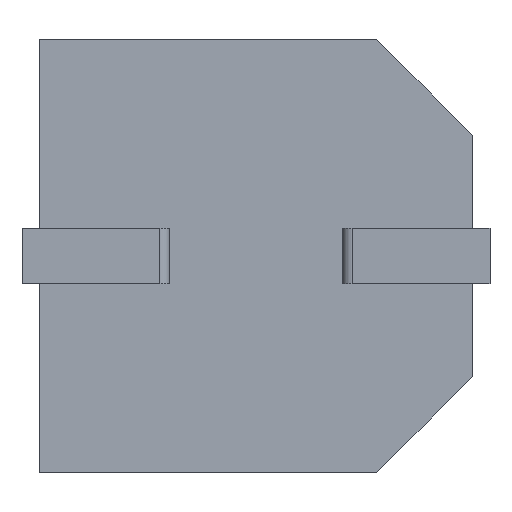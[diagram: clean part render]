
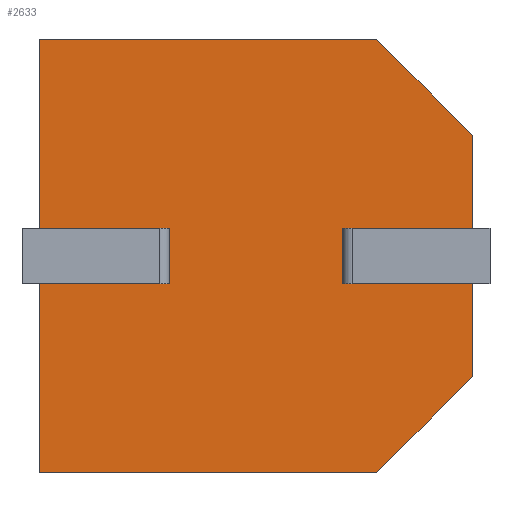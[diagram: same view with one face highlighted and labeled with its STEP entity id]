
A CAD part, front view. The second image highlights one B-rep face of the part: STEP entity #2633.
In plain terms, the highlighted planar face has unit normal (0, -1, 0).
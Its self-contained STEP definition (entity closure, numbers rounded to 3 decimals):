
#2 = ORIENTED_EDGE ( 'NONE', *, *, #1272, .F. ) ;
#18 = DIRECTION ( 'NONE',  ( 0., 0., -1. ) ) ;
#23 = LINE ( 'NONE', #2907, #1382 ) ;
#40 = DIRECTION ( 'NONE',  ( 0., 0., -1. ) ) ;
#94 = DIRECTION ( 'NONE',  ( 1., 0., 0. ) ) ;
#116 = VERTEX_POINT ( 'NONE', #1367 ) ;
#164 = CARTESIAN_POINT ( 'NONE',  ( 8.5, 0., 0. ) ) ;
#179 = LINE ( 'NONE', #1221, #1193 ) ;
#193 = CARTESIAN_POINT ( 'NONE',  ( 8.5, 0., -3.7 ) ) ;
#219 = ORIENTED_EDGE ( 'NONE', *, *, #1599, .T. ) ;
#284 = CARTESIAN_POINT ( 'NONE',  ( 2.55, 0., -4.8 ) ) ;
#337 = LINE ( 'NONE', #164, #784 ) ;
#405 = ORIENTED_EDGE ( 'NONE', *, *, #1275, .T. ) ;
#458 = DIRECTION ( 'NONE',  ( 0.707, 0., 0.707 ) ) ;
#466 = ORIENTED_EDGE ( 'NONE', *, *, #931, .T. ) ;
#468 = LINE ( 'NONE', #2318, #1555 ) ;
#510 = ORIENTED_EDGE ( 'NONE', *, *, #3073, .F. ) ;
#524 = ORIENTED_EDGE ( 'NONE', *, *, #2150, .T. ) ;
#536 = VECTOR ( 'NONE', #1002, 1000. ) ;
#610 = LINE ( 'NONE', #2384, #3015 ) ;
#620 = EDGE_CURVE ( 'NONE', #2490, #1112, #3401, .T. ) ;
#627 = CARTESIAN_POINT ( 'NONE',  ( 5.95, 0., -4.8 ) ) ;
#674 = ORIENTED_EDGE ( 'NONE', *, *, #718, .F. ) ;
#712 = VERTEX_POINT ( 'NONE', #1610 ) ;
#717 = CARTESIAN_POINT ( 'NONE',  ( 8.5, 0., -6.626 ) ) ;
#718 = EDGE_CURVE ( 'NONE', #2076, #1811, #337, .T. ) ;
#742 = VECTOR ( 'NONE', #2709, 1000. ) ;
#784 = VECTOR ( 'NONE', #40, 1000. ) ;
#809 = EDGE_CURVE ( 'NONE', #869, #1811, #2024, .T. ) ;
#812 = CARTESIAN_POINT ( 'NONE',  ( 0., 0., -3.7 ) ) ;
#816 = ORIENTED_EDGE ( 'NONE', *, *, #2902, .F. ) ;
#857 = VECTOR ( 'NONE', #94, 1000. ) ;
#869 = VERTEX_POINT ( 'NONE', #2631 ) ;
#892 = VECTOR ( 'NONE', #1413, 1000. ) ;
#929 = LINE ( 'NONE', #2844, #536 ) ;
#931 = EDGE_CURVE ( 'NONE', #1326, #1207, #1169, .T. ) ;
#1002 = DIRECTION ( 'NONE',  ( 0., 0., -1. ) ) ;
#1112 = VERTEX_POINT ( 'NONE', #2765 ) ;
#1141 = LINE ( 'NONE', #1388, #857 ) ;
#1169 = LINE ( 'NONE', #1650, #742 ) ;
#1193 = VECTOR ( 'NONE', #1952, 1000. ) ;
#1207 = VERTEX_POINT ( 'NONE', #193 ) ;
#1221 = CARTESIAN_POINT ( 'NONE',  ( 5.95, 0., -4.8 ) ) ;
#1235 = CARTESIAN_POINT ( 'NONE',  ( 8.5, 0., -6.626 ) ) ;
#1272 = EDGE_CURVE ( 'NONE', #116, #2964, #1598, .T. ) ;
#1275 = EDGE_CURVE ( 'NONE', #712, #2909, #23, .T. ) ;
#1293 = FACE_OUTER_BOUND ( 'NONE', #2253, .T. ) ;
#1326 = VERTEX_POINT ( 'NONE', #2891 ) ;
#1341 = LINE ( 'NONE', #1829, #2387 ) ;
#1367 = CARTESIAN_POINT ( 'NONE',  ( 2.55, 0., -3.7 ) ) ;
#1382 = VECTOR ( 'NONE', #3189, 1000. ) ;
#1388 = CARTESIAN_POINT ( 'NONE',  ( 0., 0., -8.5 ) ) ;
#1413 = DIRECTION ( 'NONE',  ( 0., 0., 1. ) ) ;
#1475 = ORIENTED_EDGE ( 'NONE', *, *, #809, .T. ) ;
#1498 = EDGE_CURVE ( 'NONE', #2488, #1326, #2739, .T. ) ;
#1507 = VERTEX_POINT ( 'NONE', #2872 ) ;
#1555 = VECTOR ( 'NONE', #1982, 1000. ) ;
#1560 = VECTOR ( 'NONE', #3018, 1000. ) ;
#1598 = LINE ( 'NONE', #2920, #3220 ) ;
#1599 = EDGE_CURVE ( 'NONE', #1647, #2490, #468, .T. ) ;
#1610 = CARTESIAN_POINT ( 'NONE',  ( 8.5, 0., -1.874 ) ) ;
#1631 = DIRECTION ( 'NONE',  ( 0., 0., 1. ) ) ;
#1647 = VERTEX_POINT ( 'NONE', #284 ) ;
#1650 = CARTESIAN_POINT ( 'NONE',  ( 5.95, 0., -3.7 ) ) ;
#1714 = ORIENTED_EDGE ( 'NONE', *, *, #1498, .T. ) ;
#1737 = ORIENTED_EDGE ( 'NONE', *, *, #620, .T. ) ;
#1811 = VERTEX_POINT ( 'NONE', #1235 ) ;
#1829 = CARTESIAN_POINT ( 'NONE',  ( 2.55, 0., -4.8 ) ) ;
#1868 = CARTESIAN_POINT ( 'NONE',  ( 6.626, 0., 0. ) ) ;
#1898 = CARTESIAN_POINT ( 'NONE',  ( 5.95, 0., -4.8 ) ) ;
#1934 = AXIS2_PLACEMENT_3D ( 'NONE', #2321, #3417, #3404 ) ;
#1952 = DIRECTION ( 'NONE',  ( 1., 0., 0. ) ) ;
#1982 = DIRECTION ( 'NONE',  ( -1., 0., 0. ) ) ;
#2024 = LINE ( 'NONE', #717, #2190 ) ;
#2076 = VERTEX_POINT ( 'NONE', #2430 ) ;
#2115 = DIRECTION ( 'NONE',  ( 0., 0., -1. ) ) ;
#2150 = EDGE_CURVE ( 'NONE', #1507, #2964, #929, .T. ) ;
#2190 = VECTOR ( 'NONE', #458, 1000. ) ;
#2193 = LINE ( 'NONE', #2963, #1560 ) ;
#2253 = EDGE_LOOP ( 'NONE', ( #510, #1714, #466, #816, #405, #2326, #524, #2, #3052, #219, #1737, #2679, #1475, #674 ) ) ;
#2318 = CARTESIAN_POINT ( 'NONE',  ( 2.55, 0., -4.8 ) ) ;
#2321 = CARTESIAN_POINT ( 'NONE',  ( 0., 0., 0. ) ) ;
#2326 = ORIENTED_EDGE ( 'NONE', *, *, #2368, .F. ) ;
#2368 = EDGE_CURVE ( 'NONE', #1507, #2909, #2193, .T. ) ;
#2384 = CARTESIAN_POINT ( 'NONE',  ( 8.5, 0., 0. ) ) ;
#2387 = VECTOR ( 'NONE', #1631, 1000. ) ;
#2430 = CARTESIAN_POINT ( 'NONE',  ( 8.5, 0., -4.8 ) ) ;
#2488 = VERTEX_POINT ( 'NONE', #1898 ) ;
#2490 = VERTEX_POINT ( 'NONE', #3261 ) ;
#2631 = CARTESIAN_POINT ( 'NONE',  ( 6.626, 0., -8.5 ) ) ;
#2633 = ADVANCED_FACE ( 'NONE', ( #1293 ), #3122, .F. ) ;
#2679 = ORIENTED_EDGE ( 'NONE', *, *, #3000, .T. ) ;
#2709 = DIRECTION ( 'NONE',  ( 1., 0., 0. ) ) ;
#2739 = LINE ( 'NONE', #627, #892 ) ;
#2765 = CARTESIAN_POINT ( 'NONE',  ( 0., 0., -8.5 ) ) ;
#2792 = EDGE_CURVE ( 'NONE', #1647, #116, #1341, .T. ) ;
#2844 = CARTESIAN_POINT ( 'NONE',  ( 0., 0., 0. ) ) ;
#2872 = CARTESIAN_POINT ( 'NONE',  ( 0., 0., 0. ) ) ;
#2891 = CARTESIAN_POINT ( 'NONE',  ( 5.95, 0., -3.7 ) ) ;
#2902 = EDGE_CURVE ( 'NONE', #712, #1207, #610, .T. ) ;
#2907 = CARTESIAN_POINT ( 'NONE',  ( 6.626, 0., 0. ) ) ;
#2909 = VERTEX_POINT ( 'NONE', #1868 ) ;
#2916 = CARTESIAN_POINT ( 'NONE',  ( 0., 0., 0. ) ) ;
#2920 = CARTESIAN_POINT ( 'NONE',  ( 2.55, 0., -3.7 ) ) ;
#2963 = CARTESIAN_POINT ( 'NONE',  ( 0., 0., 0. ) ) ;
#2964 = VERTEX_POINT ( 'NONE', #812 ) ;
#3000 = EDGE_CURVE ( 'NONE', #1112, #869, #1141, .T. ) ;
#3015 = VECTOR ( 'NONE', #2115, 1000. ) ;
#3018 = DIRECTION ( 'NONE',  ( 1., 0., 0. ) ) ;
#3052 = ORIENTED_EDGE ( 'NONE', *, *, #2792, .F. ) ;
#3073 = EDGE_CURVE ( 'NONE', #2488, #2076, #179, .T. ) ;
#3122 = PLANE ( 'NONE',  #1934 ) ;
#3189 = DIRECTION ( 'NONE',  ( -0.707, 0., 0.707 ) ) ;
#3209 = VECTOR ( 'NONE', #18, 1000. ) ;
#3220 = VECTOR ( 'NONE', #3222, 1000. ) ;
#3222 = DIRECTION ( 'NONE',  ( -1., 0., 0. ) ) ;
#3261 = CARTESIAN_POINT ( 'NONE',  ( 0., 0., -4.8 ) ) ;
#3401 = LINE ( 'NONE', #2916, #3209 ) ;
#3404 = DIRECTION ( 'NONE',  ( 0., 0., 1. ) ) ;
#3417 = DIRECTION ( 'NONE',  ( 0., 1., 0. ) ) ;
